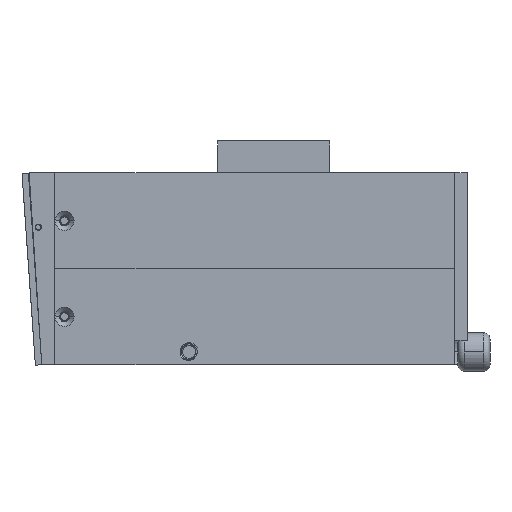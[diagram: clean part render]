
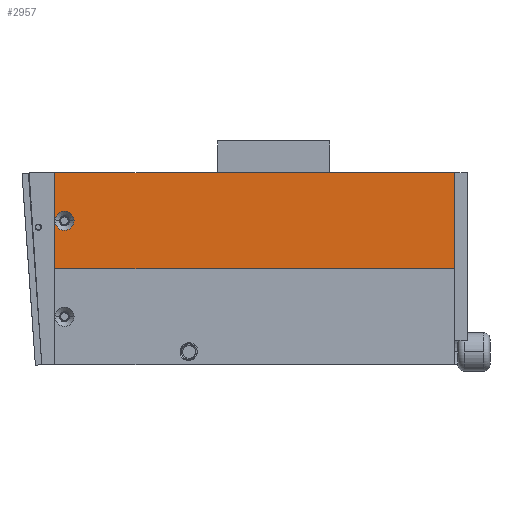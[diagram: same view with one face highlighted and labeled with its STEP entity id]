
A CAD part, front view. The second image highlights one B-rep face of the part: STEP entity #2957.
In plain terms, the highlighted planar face has unit normal (0, -1, 0).
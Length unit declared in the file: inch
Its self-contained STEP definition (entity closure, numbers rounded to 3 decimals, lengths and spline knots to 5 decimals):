
#2957=ADVANCED_FACE('',(#8168),#8169,.F.);
#3023=EDGE_CURVE('',#8288,#8289,#8290,.T.);
#3101=EDGE_CURVE('',#8289,#8288,#8417,.T.);
#3103=EDGE_CURVE('',#8419,#8420,#8421,.T.);
#3105=EDGE_CURVE('',#8423,#8420,#8424,.T.);
#3107=EDGE_CURVE('',#8289,#8423,#8426,.T.);
#3109=EDGE_CURVE('',#8428,#8289,#8429,.T.);
#3111=EDGE_CURVE('',#8419,#8428,#8431,.T.);
#8168=FACE_OUTER_BOUND('',#24015,.T.);
#8169=PLANE('',#24016);
#8288=VERTEX_POINT('',#24151);
#8289=VERTEX_POINT('',#24152);
#8290=CIRCLE('',#24153,0.11811);
#8417=CIRCLE('',#24319,0.11811);
#8419=VERTEX_POINT('',#24322);
#8420=VERTEX_POINT('',#24323);
#8421=LINE('',#24324,#24325);
#8423=VERTEX_POINT('',#24328);
#8424=LINE('',#24329,#24330);
#8426=LINE('',#24333,#24334);
#8428=VERTEX_POINT('',#24337);
#8429=LINE('',#24338,#24339);
#8431=LINE('',#24342,#24343);
#24015=EDGE_LOOP('',(#161907,#161908,#161909,#161910,#161911,#161912,#161913));
#24016=AXIS2_PLACEMENT_3D('',#161914,#161915,#161916);
#24151=CARTESIAN_POINT('',(0.23622,0.,1.77165));
#24152=CARTESIAN_POINT('',(0.0,0.0,1.77165));
#24153=AXIS2_PLACEMENT_3D('',#162187,#162188,#162189);
#24319=AXIS2_PLACEMENT_3D('',#162304,#162305,#162306);
#24322=CARTESIAN_POINT('',(4.92126,0.0,1.1811));
#24323=CARTESIAN_POINT('',(4.92126,0.0,2.3622));
#24324=CARTESIAN_POINT('',(4.92126,0.0,1.77165));
#24325=VECTOR('',#162307,1.);
#24328=CARTESIAN_POINT('',(0.0,0.0,2.3622));
#24329=CARTESIAN_POINT('',(2.46063,0.0,2.3622));
#24330=VECTOR('',#162308,1.0);
#24333=CARTESIAN_POINT('',(0.0,0.0,1.77165));
#24334=VECTOR('',#162309,1.);
#24337=CARTESIAN_POINT('',(0.0,0.0,1.1811));
#24338=CARTESIAN_POINT('',(0.0,0.0,1.77165));
#24339=VECTOR('',#162310,1.);
#24342=CARTESIAN_POINT('',(2.46063,0.0,1.1811));
#24343=VECTOR('',#162311,1.0);
#161907=ORIENTED_EDGE('',*,*,#3103,.T.);
#161908=ORIENTED_EDGE('',*,*,#3105,.F.);
#161909=ORIENTED_EDGE('',*,*,#3107,.F.);
#161910=ORIENTED_EDGE('',*,*,#3101,.T.);
#161911=ORIENTED_EDGE('',*,*,#3023,.T.);
#161912=ORIENTED_EDGE('',*,*,#3109,.F.);
#161913=ORIENTED_EDGE('',*,*,#3111,.F.);
#161914=CARTESIAN_POINT('',(2.46063,0.0,1.77165));
#161915=DIRECTION('',(0.0,1.0,0.0));
#161916=DIRECTION('',(0.0,0.0,1.0));
#162187=CARTESIAN_POINT('',(0.11811,0.0,1.77165));
#162188=DIRECTION('',(-0.0,1.0,0.0));
#162189=DIRECTION('',(1.0,0.0,0.0));
#162304=CARTESIAN_POINT('',(0.11811,0.0,1.77165));
#162305=DIRECTION('',(-0.0,1.0,0.0));
#162306=DIRECTION('',(1.0,0.0,0.0));
#162307=DIRECTION('',(0.0,0.0,1.0));
#162308=DIRECTION('',(1.0,0.0,0.0));
#162309=DIRECTION('',(0.0,0.0,1.0));
#162310=DIRECTION('',(0.0,0.0,1.0));
#162311=DIRECTION('',(-1.0,0.0,0.0));
